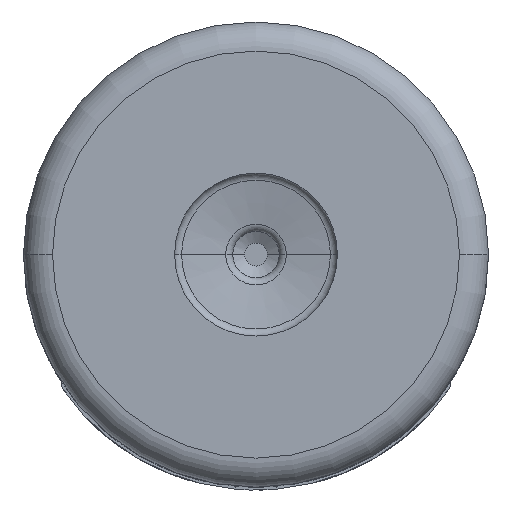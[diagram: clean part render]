
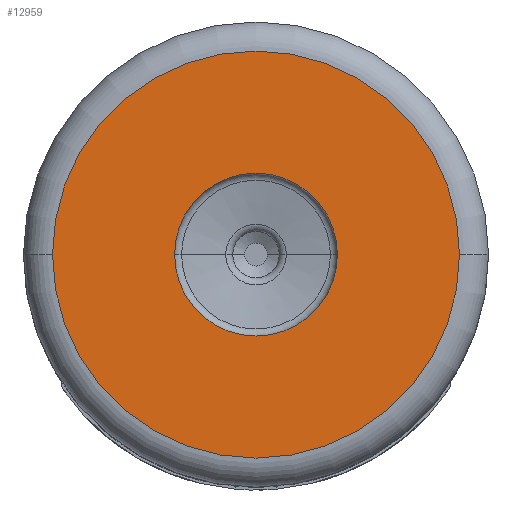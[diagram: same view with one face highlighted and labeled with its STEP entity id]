
A CAD part, front view. The second image highlights one B-rep face of the part: STEP entity #12959.
In plain terms, the highlighted planar face has unit normal (0, -1, 0).
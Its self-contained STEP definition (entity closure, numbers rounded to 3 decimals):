
#1608=CARTESIAN_POINT('',(0.,-4.,0.));
#1609=DIRECTION('',(0.,-1.,0.));
#1610=DIRECTION('',(1.,0.,0.));
#1611=AXIS2_PLACEMENT_3D('',#1608,#1609,#1610);
#1623=CARTESIAN_POINT('',(0.,-4.,0.));
#1624=DIRECTION('',(0.,-1.,0.));
#1625=DIRECTION('',(-1.,0.,0.));
#1626=AXIS2_PLACEMENT_3D('',#1623,#1624,#1625);
#1628=CARTESIAN_POINT('',(0.,-4.,0.));
#1629=DIRECTION('',(0.,-1.,0.));
#1630=DIRECTION('',(1.,0.,0.));
#1631=AXIS2_PLACEMENT_3D('',#1628,#1629,#1630);
#1633=CARTESIAN_POINT('',(0.,-4.,0.));
#1634=DIRECTION('',(0.,-1.,0.));
#1635=DIRECTION('',(-1.,0.,0.));
#1636=AXIS2_PLACEMENT_3D('',#1633,#1634,#1635);
#11021=CARTESIAN_POINT('',(-1.4,-4.,0.));
#11022=CARTESIAN_POINT('',(1.4,-4.,0.));
#11023=VERTEX_POINT('',#11021);
#11024=VERTEX_POINT('',#11022);
#11025=CARTESIAN_POINT('',(3.5,-4.,0.));
#11026=CARTESIAN_POINT('',(-3.5,-4.,0.));
#11027=VERTEX_POINT('',#11025);
#11028=VERTEX_POINT('',#11026);
#12943=CARTESIAN_POINT('',(0.,-4.,0.));
#12944=DIRECTION('',(0.,1.,0.));
#12945=DIRECTION('',(1.,0.,0.));
#12946=AXIS2_PLACEMENT_3D('',#12943,#12944,#12945);
#12947=PLANE('',#12946);
#12948=ORIENTED_EDGE('',*,*,#12933,.F.);
#12950=ORIENTED_EDGE('',*,*,#12949,.F.);
#12951=EDGE_LOOP('',(#12948,#12950));
#12952=FACE_OUTER_BOUND('',#12951,.F.);
#12954=ORIENTED_EDGE('',*,*,#12953,.T.);
#12956=ORIENTED_EDGE('',*,*,#12955,.T.);
#12957=EDGE_LOOP('',(#12954,#12956));
#12958=FACE_BOUND('',#12957,.F.);
#12959=ADVANCED_FACE('',(#12952,#12958),#12947,.F.);
#1612=CIRCLE('',#1611,3.5);
#1627=CIRCLE('',#1626,1.4);
#1632=CIRCLE('',#1631,1.4);
#1637=CIRCLE('',#1636,3.5);
#12933=EDGE_CURVE('',#11027,#11028,#1612,.T.);
#12949=EDGE_CURVE('',#11028,#11027,#1637,.T.);
#12953=EDGE_CURVE('',#11023,#11024,#1627,.T.);
#12955=EDGE_CURVE('',#11024,#11023,#1632,.T.);
